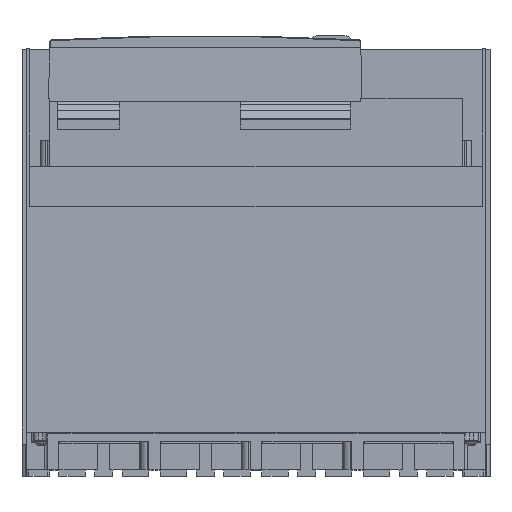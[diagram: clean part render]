
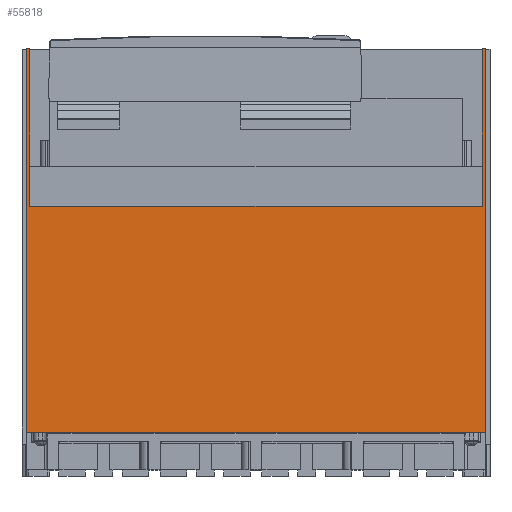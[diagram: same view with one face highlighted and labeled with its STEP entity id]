
A CAD part, top view. The second image highlights one B-rep face of the part: STEP entity #55818.
In plain terms, the highlighted planar face has unit normal (0, 0, 1).
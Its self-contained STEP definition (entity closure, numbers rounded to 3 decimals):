
#55782=AXIS2_PLACEMENT_3D('Plane Axis2P3D',#55779,#55780,#55781) ;
#51252=CARTESIAN_POINT('Vertex',(107.5,220.5,394.)) ;
#51259=CARTESIAN_POINT('Vertex',(-293.5,220.5,394.)) ;
#51262=CARTESIAN_POINT('Line Origine',(-93.,220.5,394.)) ;
#52767=CARTESIAN_POINT('Vertex',(110.5,20.,394.)) ;
#52770=CARTESIAN_POINT('Line Origine',(-93.,20.,394.)) ;
#52774=CARTESIAN_POINT('Vertex',(-296.5,20.,394.)) ;
#55362=CARTESIAN_POINT('Line Origine',(107.5,290.25,394.)) ;
#55366=CARTESIAN_POINT('Vertex',(107.5,360.,394.)) ;
#55666=CARTESIAN_POINT('Vertex',(-293.5,360.,394.)) ;
#55669=CARTESIAN_POINT('Line Origine',(-293.5,290.25,394.)) ;
#55779=CARTESIAN_POINT('Axis2P3D Location',(110.5,360.,394.)) ;
#55784=CARTESIAN_POINT('Line Origine',(-295.,360.,394.)) ;
#55788=CARTESIAN_POINT('Vertex',(-296.5,360.,394.)) ;
#55791=CARTESIAN_POINT('Line Origine',(-296.5,190.,394.)) ;
#55796=CARTESIAN_POINT('Line Origine',(110.5,190.,394.)) ;
#55800=CARTESIAN_POINT('Vertex',(110.5,360.,394.)) ;
#55803=CARTESIAN_POINT('Line Origine',(109.,360.,394.)) ;
#51263=DIRECTION('Vector Direction',(-1.,0.,0.)) ;
#52771=DIRECTION('Vector Direction',(-1.,0.,0.)) ;
#55363=DIRECTION('Vector Direction',(0.,-1.,0.)) ;
#55670=DIRECTION('Vector Direction',(0.,-1.,0.)) ;
#55780=DIRECTION('Axis2P3D Direction',(0.,0.,1.)) ;
#55781=DIRECTION('Axis2P3D XDirection',(-1.,0.,0.)) ;
#55785=DIRECTION('Vector Direction',(-1.,0.,0.)) ;
#55792=DIRECTION('Vector Direction',(0.,-1.,0.)) ;
#55797=DIRECTION('Vector Direction',(0.,-1.,0.)) ;
#55804=DIRECTION('Vector Direction',(-1.,0.,0.)) ;
#51264=VECTOR('Line Direction',#51263,1.) ;
#52772=VECTOR('Line Direction',#52771,1.) ;
#55364=VECTOR('Line Direction',#55363,1.) ;
#55671=VECTOR('Line Direction',#55670,1.) ;
#55786=VECTOR('Line Direction',#55785,1.) ;
#55793=VECTOR('Line Direction',#55792,1.) ;
#55798=VECTOR('Line Direction',#55797,1.) ;
#55805=VECTOR('Line Direction',#55804,1.) ;
#55809=ORIENTED_EDGE('',*,*,#55790,.F.) ;
#55810=ORIENTED_EDGE('',*,*,#55795,.T.) ;
#55811=ORIENTED_EDGE('',*,*,#52776,.T.) ;
#55812=ORIENTED_EDGE('',*,*,#55802,.F.) ;
#55813=ORIENTED_EDGE('',*,*,#55807,.F.) ;
#55814=ORIENTED_EDGE('',*,*,#55368,.T.) ;
#55815=ORIENTED_EDGE('',*,*,#51266,.F.) ;
#55816=ORIENTED_EDGE('',*,*,#55673,.F.) ;
#55818=ADVANCED_FACE('RX0153108_1PA_001_00_SIMULACRO_P.F.E2.2_IV_POVERO',(#55817),#55783,.T.) ;
#51266=EDGE_CURVE('',#51260,#51253,#51265,.F.) ;
#52776=EDGE_CURVE('',#52775,#52768,#52773,.F.) ;
#55368=EDGE_CURVE('',#55367,#51253,#55365,.T.) ;
#55673=EDGE_CURVE('',#55667,#51260,#55672,.T.) ;
#55790=EDGE_CURVE('',#55789,#55667,#55787,.F.) ;
#55795=EDGE_CURVE('',#55789,#52775,#55794,.T.) ;
#55802=EDGE_CURVE('',#55801,#52768,#55799,.T.) ;
#55807=EDGE_CURVE('',#55367,#55801,#55806,.F.) ;
#55808=EDGE_LOOP('',(#55809,#55810,#55811,#55812,#55813,#55814,#55815,#55816)) ;
#55817=FACE_OUTER_BOUND('',#55808,.T.) ;
#51265=LINE('Line',#51262,#51264) ;
#52773=LINE('Line',#52770,#52772) ;
#55365=LINE('Line',#55362,#55364) ;
#55672=LINE('Line',#55669,#55671) ;
#55787=LINE('Line',#55784,#55786) ;
#55794=LINE('Line',#55791,#55793) ;
#55799=LINE('Line',#55796,#55798) ;
#55806=LINE('Line',#55803,#55805) ;
#55783=PLANE('',#55782) ;
#51253=VERTEX_POINT('',#51252) ;
#51260=VERTEX_POINT('',#51259) ;
#52768=VERTEX_POINT('',#52767) ;
#52775=VERTEX_POINT('',#52774) ;
#55367=VERTEX_POINT('',#55366) ;
#55667=VERTEX_POINT('',#55666) ;
#55789=VERTEX_POINT('',#55788) ;
#55801=VERTEX_POINT('',#55800) ;
